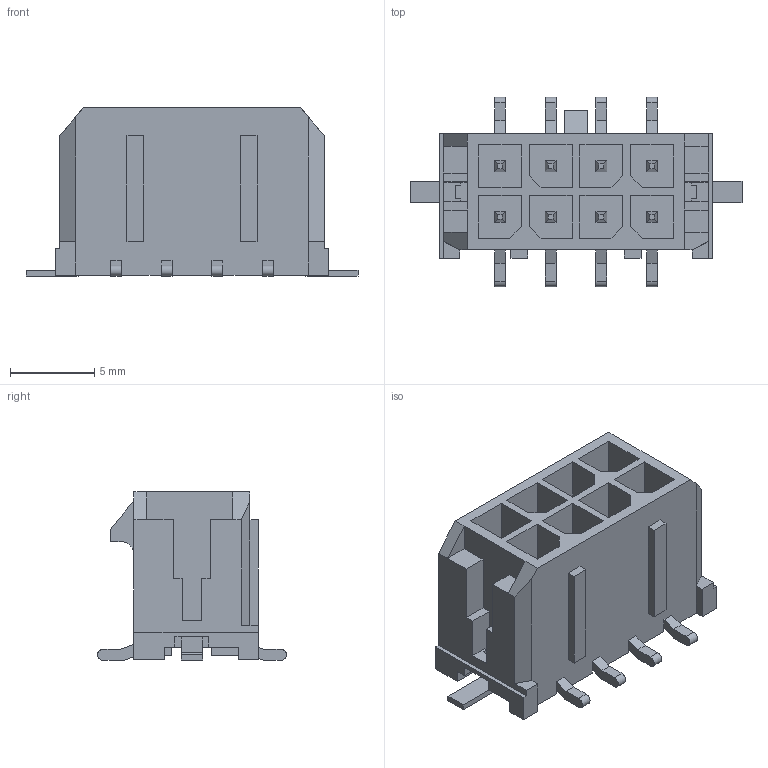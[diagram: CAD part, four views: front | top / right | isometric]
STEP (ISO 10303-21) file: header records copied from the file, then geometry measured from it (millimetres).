
FILE_DESCRIPTION((''),'2;1');
FILE_NAME('430450819','2016-02-03T',('me'),(''),'PRO/ENGINEER BY PARAMETRIC TECHNOLOGY CORPORATION, 2011490','PRO/ENGINEER BY PARAMETRIC TECHNOLOGY CORPORATION, 2011490','');
FILE_SCHEMA(('CONFIG_CONTROL_DESIGN'));
Length unit declared in the file: millimetre
Products named in the file (1): 430450819
Bounding box: 19.65 x 11.2 x 9.96 mm (x, y, z)
Volume: 656.6 mm3; surface area: 1437.2 mm2
Topology: 1 solids, 1 shells, 397 faces, 1051 edges, 677 vertices
Faces by surface type: plane 384, cylinder 13
Entity records: 11864 total; most frequent: CARTESIAN_POINT 2075, ORIENTED_EDGE 2004, DIRECTION 1873, VECTOR 1025, LINE 1025, EDGE_CURVE 1002, VERTEX_POINT 626, AXIS2_PLACEMENT_3D 424
